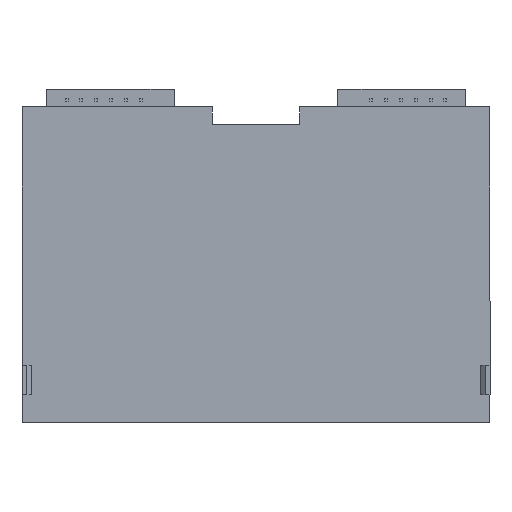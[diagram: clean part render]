
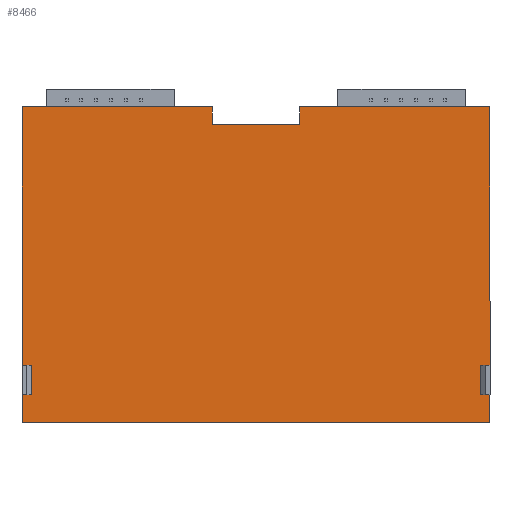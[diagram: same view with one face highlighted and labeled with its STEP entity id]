
A CAD part, front view. The second image highlights one B-rep face of the part: STEP entity #8466.
In plain terms, the highlighted planar face has unit normal (0, -1, 0).
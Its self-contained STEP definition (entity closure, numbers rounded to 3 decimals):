
#79 = CARTESIAN_POINT ( 'NONE',  ( -40., 0., 27. ) ) ;
#179 = CARTESIAN_POINT ( 'NONE',  ( 40., 0., -22.2 ) ) ;
#376 = CARTESIAN_POINT ( 'NONE',  ( -40., 0., -22.2 ) ) ;
#382 = DIRECTION ( 'NONE',  ( 1., 0., 0. ) ) ;
#401 = CARTESIAN_POINT ( 'NONE',  ( -39., 0., -22.2 ) ) ;
#427 = EDGE_CURVE ( 'NONE', #1195, #5183, #6559, .T. ) ;
#499 = VERTEX_POINT ( 'NONE', #2261 ) ;
#506 = DIRECTION ( 'NONE',  ( 0., 0., 1. ) ) ;
#574 = CARTESIAN_POINT ( 'NONE',  ( 39., 0., -22.2 ) ) ;
#672 = EDGE_CURVE ( 'NONE', #7776, #4299, #5649, .T. ) ;
#727 = EDGE_CURVE ( 'NONE', #5183, #7273, #6048, .T. ) ;
#931 = ORIENTED_EDGE ( 'NONE', *, *, #427, .F. ) ;
#967 = VECTOR ( 'NONE', #8110, 1000. ) ;
#990 = ORIENTED_EDGE ( 'NONE', *, *, #4795, .F. ) ;
#1125 = CARTESIAN_POINT ( 'NONE',  ( 7.5, 0., 27. ) ) ;
#1195 = VERTEX_POINT ( 'NONE', #5577 ) ;
#1229 = VERTEX_POINT ( 'NONE', #376 ) ;
#1298 = DIRECTION ( 'NONE',  ( 0., 0., -1. ) ) ;
#1323 = EDGE_CURVE ( 'NONE', #1229, #6649, #2950, .T. ) ;
#1392 = EDGE_CURVE ( 'NONE', #3856, #2252, #5187, .T. ) ;
#1414 = ORIENTED_EDGE ( 'NONE', *, *, #672, .T. ) ;
#1438 = EDGE_CURVE ( 'NONE', #5887, #499, #7030, .T. ) ;
#1558 = CARTESIAN_POINT ( 'NONE',  ( -39., 0., -17.2 ) ) ;
#1605 = CARTESIAN_POINT ( 'NONE',  ( 39., 0., -17.2 ) ) ;
#1619 = VECTOR ( 'NONE', #2035, 1000. ) ;
#1624 = CARTESIAN_POINT ( 'NONE',  ( 40., 0., 27. ) ) ;
#1647 = EDGE_CURVE ( 'NONE', #7273, #7708, #8226, .T. ) ;
#1670 = EDGE_CURVE ( 'NONE', #7104, #3874, #3026, .T. ) ;
#1681 = VECTOR ( 'NONE', #4410, 1000. ) ;
#1696 = DIRECTION ( 'NONE',  ( 1., 0., 0. ) ) ;
#1865 = ORIENTED_EDGE ( 'NONE', *, *, #727, .F. ) ;
#2035 = DIRECTION ( 'NONE',  ( -1., 0., 0. ) ) ;
#2104 = LINE ( 'NONE', #1605, #6246 ) ;
#2122 = VECTOR ( 'NONE', #382, 1000. ) ;
#2228 = DIRECTION ( 'NONE',  ( 0., 0., -1. ) ) ;
#2244 = DIRECTION ( 'NONE',  ( 0., 0., 1. ) ) ;
#2252 = VERTEX_POINT ( 'NONE', #3701 ) ;
#2261 = CARTESIAN_POINT ( 'NONE',  ( -40., 0., -27. ) ) ;
#2274 = ORIENTED_EDGE ( 'NONE', *, *, #1438, .F. ) ;
#2463 = CARTESIAN_POINT ( 'NONE',  ( 40., 0., -27. ) ) ;
#2618 = CARTESIAN_POINT ( 'NONE',  ( -40., 0., -17.2 ) ) ;
#2837 = PLANE ( 'NONE',  #6234 ) ;
#2950 = LINE ( 'NONE', #3098, #4346 ) ;
#2954 = DIRECTION ( 'NONE',  ( 0., 0., -1. ) ) ;
#2971 = CARTESIAN_POINT ( 'NONE',  ( -40., 0., 27. ) ) ;
#3026 = LINE ( 'NONE', #2971, #967 ) ;
#3098 = CARTESIAN_POINT ( 'NONE',  ( -39., 0., -22.2 ) ) ;
#3151 = EDGE_CURVE ( 'NONE', #7708, #6213, #4705, .T. ) ;
#3156 = DIRECTION ( 'NONE',  ( 1., 0., 0. ) ) ;
#3169 = DIRECTION ( 'NONE',  ( 0., 0., -1. ) ) ;
#3286 = ORIENTED_EDGE ( 'NONE', *, *, #3151, .F. ) ;
#3386 = CARTESIAN_POINT ( 'NONE',  ( 7.5, 0., 27. ) ) ;
#3552 = VECTOR ( 'NONE', #506, 1000. ) ;
#3668 = ORIENTED_EDGE ( 'NONE', *, *, #1670, .F. ) ;
#3701 = CARTESIAN_POINT ( 'NONE',  ( 39., 0., -22.2 ) ) ;
#3759 = CARTESIAN_POINT ( 'NONE',  ( 40., 0., 27. ) ) ;
#3779 = CARTESIAN_POINT ( 'NONE',  ( 40., 0., 27. ) ) ;
#3800 = CARTESIAN_POINT ( 'NONE',  ( 39., 0., -17.2 ) ) ;
#3856 = VERTEX_POINT ( 'NONE', #179 ) ;
#3874 = VERTEX_POINT ( 'NONE', #6064 ) ;
#3877 = ORIENTED_EDGE ( 'NONE', *, *, #5228, .F. ) ;
#3910 = VECTOR ( 'NONE', #3169, 1000. ) ;
#4060 = DIRECTION ( 'NONE',  ( 0., 0., 1. ) ) ;
#4082 = ORIENTED_EDGE ( 'NONE', *, *, #7611, .F. ) ;
#4160 = DIRECTION ( 'NONE',  ( 0., 1., 0. ) ) ;
#4168 = LINE ( 'NONE', #5115, #7572 ) ;
#4176 = VECTOR ( 'NONE', #4060, 1000. ) ;
#4214 = ORIENTED_EDGE ( 'NONE', *, *, #1323, .F. ) ;
#4240 = DIRECTION ( 'NONE',  ( 0., 0., -1. ) ) ;
#4277 = CARTESIAN_POINT ( 'NONE',  ( -7.5, 0., 24. ) ) ;
#4299 = VERTEX_POINT ( 'NONE', #6577 ) ;
#4346 = VECTOR ( 'NONE', #6324, 1000. ) ;
#4359 = CARTESIAN_POINT ( 'NONE',  ( 40., 0., -17.2 ) ) ;
#4410 = DIRECTION ( 'NONE',  ( -1., 0., 0. ) ) ;
#4436 = ORIENTED_EDGE ( 'NONE', *, *, #8460, .T. ) ;
#4455 = CARTESIAN_POINT ( 'NONE',  ( 40., 0., 27. ) ) ;
#4705 = LINE ( 'NONE', #6581, #1619 ) ;
#4795 = EDGE_CURVE ( 'NONE', #499, #1229, #6813, .T. ) ;
#4855 = VECTOR ( 'NONE', #4240, 1000. ) ;
#4892 = ORIENTED_EDGE ( 'NONE', *, *, #8029, .F. ) ;
#4950 = ORIENTED_EDGE ( 'NONE', *, *, #1392, .T. ) ;
#5115 = CARTESIAN_POINT ( 'NONE',  ( -7.5, 0., 27. ) ) ;
#5183 = VERTEX_POINT ( 'NONE', #1125 ) ;
#5187 = LINE ( 'NONE', #574, #1681 ) ;
#5228 = EDGE_CURVE ( 'NONE', #3856, #5887, #5689, .T. ) ;
#5431 = VECTOR ( 'NONE', #3156, 1000. ) ;
#5477 = EDGE_LOOP ( 'NONE', ( #4892, #3286, #6992, #1865, #931, #4082, #7539, #3668, #6766, #1414, #4436, #4214, #990, #2274, #3877, #4950 ) ) ;
#5577 = CARTESIAN_POINT ( 'NONE',  ( 7.5, 0., 24. ) ) ;
#5649 = LINE ( 'NONE', #6938, #7865 ) ;
#5689 = LINE ( 'NONE', #3759, #3910 ) ;
#5743 = LINE ( 'NONE', #4277, #2122 ) ;
#5792 = DIRECTION ( 'NONE',  ( -1., 0., 0. ) ) ;
#5887 = VERTEX_POINT ( 'NONE', #7837 ) ;
#6048 = LINE ( 'NONE', #3779, #5431 ) ;
#6064 = CARTESIAN_POINT ( 'NONE',  ( -7.5, 0., 27. ) ) ;
#6213 = VERTEX_POINT ( 'NONE', #3800 ) ;
#6234 = AXIS2_PLACEMENT_3D ( 'NONE', #6239, #4160, #6820 ) ;
#6239 = CARTESIAN_POINT ( 'NONE',  ( 0., 0., 0. ) ) ;
#6246 = VECTOR ( 'NONE', #2954, 1000. ) ;
#6321 = EDGE_CURVE ( 'NONE', #3874, #7978, #4168, .T. ) ;
#6324 = DIRECTION ( 'NONE',  ( 1., 0., 0. ) ) ;
#6408 = CARTESIAN_POINT ( 'NONE',  ( -40., 0., 27. ) ) ;
#6559 = LINE ( 'NONE', #3386, #4176 ) ;
#6577 = CARTESIAN_POINT ( 'NONE',  ( -39., 0., -17.2 ) ) ;
#6581 = CARTESIAN_POINT ( 'NONE',  ( 39., 0., -17.2 ) ) ;
#6613 = VECTOR ( 'NONE', #5792, 1000. ) ;
#6649 = VERTEX_POINT ( 'NONE', #401 ) ;
#6766 = ORIENTED_EDGE ( 'NONE', *, *, #8253, .F. ) ;
#6813 = LINE ( 'NONE', #79, #8434 ) ;
#6820 = DIRECTION ( 'NONE',  ( 0., 0., 1. ) ) ;
#6938 = CARTESIAN_POINT ( 'NONE',  ( -39., 0., -17.2 ) ) ;
#6992 = ORIENTED_EDGE ( 'NONE', *, *, #1647, .F. ) ;
#7030 = LINE ( 'NONE', #2463, #6613 ) ;
#7104 = VERTEX_POINT ( 'NONE', #6408 ) ;
#7273 = VERTEX_POINT ( 'NONE', #4455 ) ;
#7342 = LINE ( 'NONE', #7692, #3552 ) ;
#7434 = FACE_OUTER_BOUND ( 'NONE', #5477, .T. ) ;
#7438 = CARTESIAN_POINT ( 'NONE',  ( -7.5, 0., 24. ) ) ;
#7538 = LINE ( 'NONE', #1558, #8143 ) ;
#7539 = ORIENTED_EDGE ( 'NONE', *, *, #6321, .F. ) ;
#7572 = VECTOR ( 'NONE', #1298, 1000. ) ;
#7611 = EDGE_CURVE ( 'NONE', #7978, #1195, #5743, .T. ) ;
#7692 = CARTESIAN_POINT ( 'NONE',  ( -40., 0., 27. ) ) ;
#7708 = VERTEX_POINT ( 'NONE', #4359 ) ;
#7776 = VERTEX_POINT ( 'NONE', #2618 ) ;
#7837 = CARTESIAN_POINT ( 'NONE',  ( 40., 0., -27. ) ) ;
#7865 = VECTOR ( 'NONE', #1696, 1000. ) ;
#7978 = VERTEX_POINT ( 'NONE', #7438 ) ;
#8029 = EDGE_CURVE ( 'NONE', #6213, #2252, #2104, .T. ) ;
#8110 = DIRECTION ( 'NONE',  ( 1., 0., 0. ) ) ;
#8143 = VECTOR ( 'NONE', #2228, 1000. ) ;
#8226 = LINE ( 'NONE', #1624, #4855 ) ;
#8253 = EDGE_CURVE ( 'NONE', #7776, #7104, #7342, .T. ) ;
#8434 = VECTOR ( 'NONE', #2244, 1000. ) ;
#8460 = EDGE_CURVE ( 'NONE', #4299, #6649, #7538, .T. ) ;
#8466 = ADVANCED_FACE ( 'NONE', ( #7434 ), #2837, .F. ) ;
